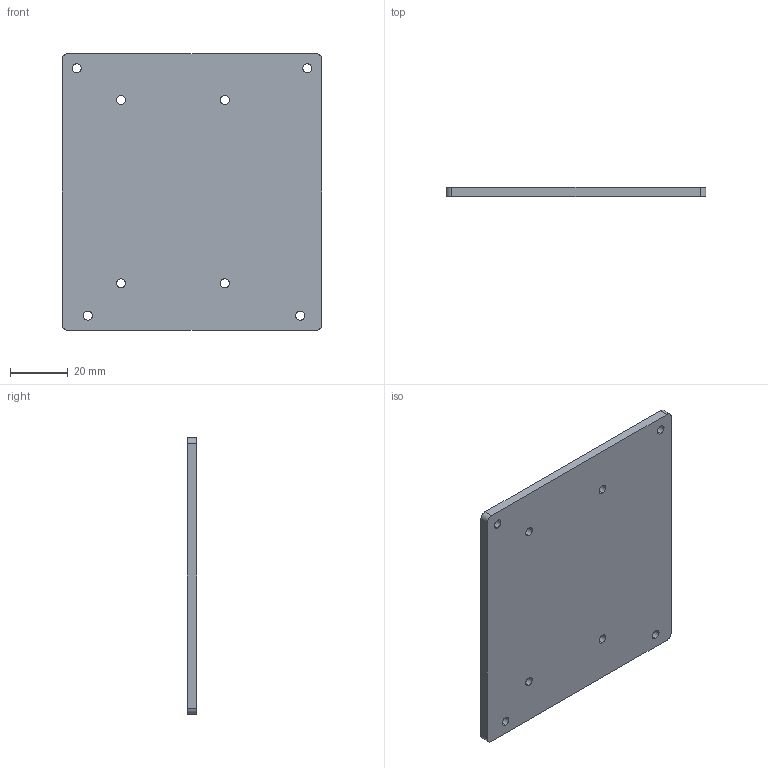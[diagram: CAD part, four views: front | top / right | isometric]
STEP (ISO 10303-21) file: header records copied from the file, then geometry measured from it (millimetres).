
FILE_DESCRIPTION (( 'STEP AP214' ), '1' );
FILE_NAME ('JetsonPlateFinal - 11-15Update.STEP', '2024-11-15T15:50:50', ( '' ), ( '' ), 'SwSTEP 2.0', 'SolidWorks 2024', '' );
FILE_SCHEMA (( 'AUTOMOTIVE_DESIGN' ));
Length unit declared in the file: millimetre
Products named in the file (1): JetsonPlateFinal - 11-15Update
Bounding box: 90.17 x 3.17 x 95.89 mm (x, y, z)
Volume: 25699.1 mm3; surface area: 19000.4 mm2
Topology: 1 solids, 1 shells, 92 faces, 252 edges, 168 vertices
Faces by surface type: cylinder 56, plane 36
Entity records: 3023 total; most frequent: DIRECTION 550, CARTESIAN_POINT 513, ORIENTED_EDGE 504, EDGE_CURVE 252, AXIS2_PLACEMENT_3D 205, VERTEX_POINT 168, VECTOR 140, LINE 140
